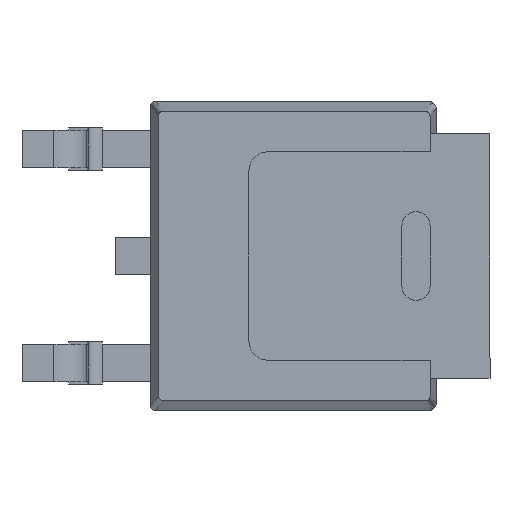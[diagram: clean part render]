
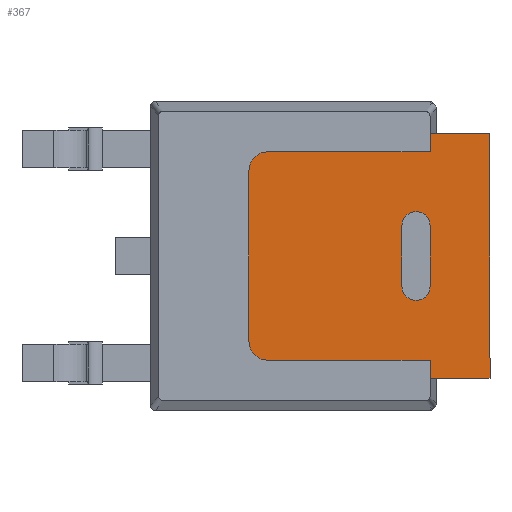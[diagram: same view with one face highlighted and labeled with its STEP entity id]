
A CAD part, front view. The second image highlights one B-rep face of the part: STEP entity #367.
In plain terms, the highlighted planar face has unit normal (0, -1, 0).
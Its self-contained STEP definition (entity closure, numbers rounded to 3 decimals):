
#40 = VERTEX_POINT ( 'NONE', #3147 ) ;
#68 = DIRECTION ( 'NONE',  ( 1., 0., 0. ) ) ;
#78 = DIRECTION ( 'NONE',  ( 0., -1., 0. ) ) ;
#85 = VECTOR ( 'NONE', #2477, 1000. ) ;
#118 = DIRECTION ( 'NONE',  ( 1., 0., 0. ) ) ;
#178 = CARTESIAN_POINT ( 'NONE',  ( 3.119, 0., 1.825 ) ) ;
#186 = DIRECTION ( 'NONE',  ( -1., 0., 0. ) ) ;
#202 = DIRECTION ( 'NONE',  ( 1., 0., 0. ) ) ;
#257 = ORIENTED_EDGE ( 'NONE', *, *, #2216, .T. ) ;
#268 = EDGE_CURVE ( 'NONE', #3107, #1978, #969, .T. ) ;
#308 = ORIENTED_EDGE ( 'NONE', *, *, #268, .T. ) ;
#367 = ADVANCED_FACE ( 'NONE', ( #3267, #1576 ), #1262, .T. ) ;
#388 = CARTESIAN_POINT ( 'NONE',  ( 3.719, 0., 2.225 ) ) ;
#400 = CARTESIAN_POINT ( 'NONE',  ( 0.25, 0., 1.825 ) ) ;
#406 = EDGE_CURVE ( 'NONE', #688, #1462, #925, .T. ) ;
#434 = CIRCLE ( 'NONE', #3981, 0.3 ) ;
#462 = EDGE_CURVE ( 'NONE', #2194, #3107, #1048, .T. ) ;
#476 = LINE ( 'NONE', #178, #4185 ) ;
#509 = CARTESIAN_POINT ( 'NONE',  ( 0.25, 0., -1.825 ) ) ;
#510 = CARTESIAN_POINT ( 'NONE',  ( 0.25, 0., 2.225 ) ) ;
#513 = CARTESIAN_POINT ( 'NONE',  ( 5., 0., -2.615 ) ) ;
#565 = DIRECTION ( 'NONE',  ( 1., 0., 0. ) ) ;
#583 = DIRECTION ( 'NONE',  ( -1., 0., 0. ) ) ;
#688 = VERTEX_POINT ( 'NONE', #388 ) ;
#741 = CARTESIAN_POINT ( 'NONE',  ( 0.25, 0., -2.615 ) ) ;
#845 = AXIS2_PLACEMENT_3D ( 'NONE', #509, #3121, #202 ) ;
#847 = VERTEX_POINT ( 'NONE', #2326 ) ;
#898 = VERTEX_POINT ( 'NONE', #2663 ) ;
#925 = LINE ( 'NONE', #2523, #3723 ) ;
#930 = DIRECTION ( 'NONE',  ( 1., 0., 0. ) ) ;
#944 = EDGE_CURVE ( 'NONE', #1046, #847, #434, .T. ) ;
#964 = LINE ( 'NONE', #2526, #3349 ) ;
#969 = LINE ( 'NONE', #1606, #2197 ) ;
#970 = EDGE_CURVE ( 'NONE', #2598, #1046, #2765, .T. ) ;
#982 = VECTOR ( 'NONE', #186, 1000. ) ;
#1017 = EDGE_CURVE ( 'NONE', #847, #3983, #476, .T. ) ;
#1046 = VERTEX_POINT ( 'NONE', #1090 ) ;
#1048 = CIRCLE ( 'NONE', #845, 0.4 ) ;
#1090 = CARTESIAN_POINT ( 'NONE',  ( 3.719, 0., -0.65 ) ) ;
#1140 = EDGE_CURVE ( 'NONE', #3373, #1807, #1885, .T. ) ;
#1147 = AXIS2_PLACEMENT_3D ( 'NONE', #400, #78, #118 ) ;
#1184 = CARTESIAN_POINT ( 'NONE',  ( 0.25, 0., 2.615 ) ) ;
#1197 = EDGE_CURVE ( 'NONE', #1978, #1920, #964, .T. ) ;
#1228 = ORIENTED_EDGE ( 'NONE', *, *, #3355, .T. ) ;
#1231 = ORIENTED_EDGE ( 'NONE', *, *, #944, .T. ) ;
#1262 = PLANE ( 'NONE',  #4127 ) ;
#1296 = VECTOR ( 'NONE', #2564, 1000. ) ;
#1388 = ORIENTED_EDGE ( 'NONE', *, *, #1140, .T. ) ;
#1439 = AXIS2_PLACEMENT_3D ( 'NONE', #4202, #4135, #565 ) ;
#1462 = VERTEX_POINT ( 'NONE', #510 ) ;
#1471 = CARTESIAN_POINT ( 'NONE',  ( 3.719, 0., 1.825 ) ) ;
#1506 = DIRECTION ( 'NONE',  ( 1., 0., 0. ) ) ;
#1576 = FACE_BOUND ( 'NONE', #1913, .T. ) ;
#1603 = DIRECTION ( 'NONE',  ( 0., 0., 1. ) ) ;
#1606 = CARTESIAN_POINT ( 'NONE',  ( 0.25, 0., -2.225 ) ) ;
#1625 = CARTESIAN_POINT ( 'NONE',  ( -0.15, 0., 1.825 ) ) ;
#1644 = ORIENTED_EDGE ( 'NONE', *, *, #1665, .T. ) ;
#1649 = DIRECTION ( 'NONE',  ( 0., 1., 0. ) ) ;
#1665 = EDGE_CURVE ( 'NONE', #898, #2194, #3531, .T. ) ;
#1686 = EDGE_CURVE ( 'NONE', #40, #688, #3174, .T. ) ;
#1807 = VERTEX_POINT ( 'NONE', #2922 ) ;
#1885 = LINE ( 'NONE', #4136, #2002 ) ;
#1913 = EDGE_LOOP ( 'NONE', ( #2485, #3959, #1231, #2673 ) ) ;
#1920 = VERTEX_POINT ( 'NONE', #3114 ) ;
#1978 = VERTEX_POINT ( 'NONE', #2762 ) ;
#2002 = VECTOR ( 'NONE', #1603, 1000. ) ;
#2072 = ORIENTED_EDGE ( 'NONE', *, *, #2162, .T. ) ;
#2162 = EDGE_CURVE ( 'NONE', #1920, #3373, #2355, .T. ) ;
#2194 = VERTEX_POINT ( 'NONE', #2689 ) ;
#2197 = VECTOR ( 'NONE', #930, 1000. ) ;
#2216 = EDGE_CURVE ( 'NONE', #1462, #898, #2985, .T. ) ;
#2219 = DIRECTION ( 'NONE',  ( 0., -1., 0. ) ) ;
#2230 = EDGE_LOOP ( 'NONE', ( #2777, #308, #2820, #2072, #1388, #1228, #3596, #3909, #257, #1644 ) ) ;
#2326 = CARTESIAN_POINT ( 'NONE',  ( 3.119, 0., -0.65 ) ) ;
#2355 = LINE ( 'NONE', #741, #3467 ) ;
#2477 = DIRECTION ( 'NONE',  ( 0., 0., -1. ) ) ;
#2485 = ORIENTED_EDGE ( 'NONE', *, *, #3240, .T. ) ;
#2523 = CARTESIAN_POINT ( 'NONE',  ( 0.25, 0., 2.225 ) ) ;
#2526 = CARTESIAN_POINT ( 'NONE',  ( 3.719, 0., 1.825 ) ) ;
#2564 = DIRECTION ( 'NONE',  ( 0., 0., -1. ) ) ;
#2598 = VERTEX_POINT ( 'NONE', #3533 ) ;
#2663 = CARTESIAN_POINT ( 'NONE',  ( -0.15, 0., 1.825 ) ) ;
#2673 = ORIENTED_EDGE ( 'NONE', *, *, #1017, .T. ) ;
#2689 = CARTESIAN_POINT ( 'NONE',  ( -0.15, 0., -1.825 ) ) ;
#2762 = CARTESIAN_POINT ( 'NONE',  ( 3.719, 0., -2.225 ) ) ;
#2765 = LINE ( 'NONE', #1471, #85 ) ;
#2777 = ORIENTED_EDGE ( 'NONE', *, *, #462, .T. ) ;
#2820 = ORIENTED_EDGE ( 'NONE', *, *, #1197, .T. ) ;
#2857 = DIRECTION ( 'NONE',  ( 0., 0., -1. ) ) ;
#2922 = CARTESIAN_POINT ( 'NONE',  ( 5., 0., 2.615 ) ) ;
#2985 = CIRCLE ( 'NONE', #1147, 0.4 ) ;
#3107 = VERTEX_POINT ( 'NONE', #3269 ) ;
#3114 = CARTESIAN_POINT ( 'NONE',  ( 3.719, 0., -2.615 ) ) ;
#3121 = DIRECTION ( 'NONE',  ( 0., -1., 0. ) ) ;
#3147 = CARTESIAN_POINT ( 'NONE',  ( 3.719, 0., 2.615 ) ) ;
#3174 = LINE ( 'NONE', #4151, #1296 ) ;
#3240 = EDGE_CURVE ( 'NONE', #3983, #2598, #4170, .T. ) ;
#3267 = FACE_OUTER_BOUND ( 'NONE', #2230, .T. ) ;
#3269 = CARTESIAN_POINT ( 'NONE',  ( 0.25, 0., -2.225 ) ) ;
#3336 = DIRECTION ( 'NONE',  ( 1., 0., 0. ) ) ;
#3349 = VECTOR ( 'NONE', #2857, 1000. ) ;
#3355 = EDGE_CURVE ( 'NONE', #1807, #40, #3726, .T. ) ;
#3373 = VERTEX_POINT ( 'NONE', #513 ) ;
#3418 = CARTESIAN_POINT ( 'NONE',  ( 3.119, 0., 0.65 ) ) ;
#3467 = VECTOR ( 'NONE', #3336, 1000. ) ;
#3531 = LINE ( 'NONE', #1625, #3540 ) ;
#3533 = CARTESIAN_POINT ( 'NONE',  ( 3.719, 0., 0.65 ) ) ;
#3540 = VECTOR ( 'NONE', #3872, 1000. ) ;
#3596 = ORIENTED_EDGE ( 'NONE', *, *, #1686, .T. ) ;
#3617 = CARTESIAN_POINT ( 'NONE',  ( 3.419, 0., -0.65 ) ) ;
#3723 = VECTOR ( 'NONE', #583, 1000. ) ;
#3726 = LINE ( 'NONE', #1184, #982 ) ;
#3872 = DIRECTION ( 'NONE',  ( 0., 0., -1. ) ) ;
#3885 = CARTESIAN_POINT ( 'NONE',  ( 0.25, 0., 1.825 ) ) ;
#3909 = ORIENTED_EDGE ( 'NONE', *, *, #406, .T. ) ;
#3959 = ORIENTED_EDGE ( 'NONE', *, *, #970, .T. ) ;
#3981 = AXIS2_PLACEMENT_3D ( 'NONE', #3617, #1649, #68 ) ;
#3983 = VERTEX_POINT ( 'NONE', #3418 ) ;
#4030 = DIRECTION ( 'NONE',  ( 0., 0., 1. ) ) ;
#4127 = AXIS2_PLACEMENT_3D ( 'NONE', #3885, #2219, #1506 ) ;
#4135 = DIRECTION ( 'NONE',  ( 0., 1., 0. ) ) ;
#4136 = CARTESIAN_POINT ( 'NONE',  ( 5., 0., 1.825 ) ) ;
#4151 = CARTESIAN_POINT ( 'NONE',  ( 3.719, 0., 1.825 ) ) ;
#4170 = CIRCLE ( 'NONE', #1439, 0.3 ) ;
#4185 = VECTOR ( 'NONE', #4030, 1000. ) ;
#4202 = CARTESIAN_POINT ( 'NONE',  ( 3.419, 0., 0.65 ) ) ;
